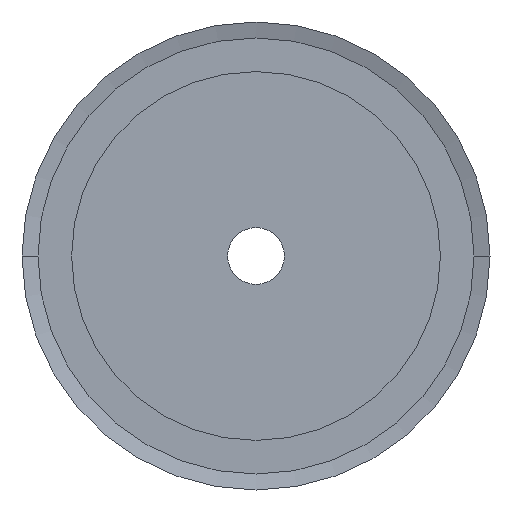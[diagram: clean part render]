
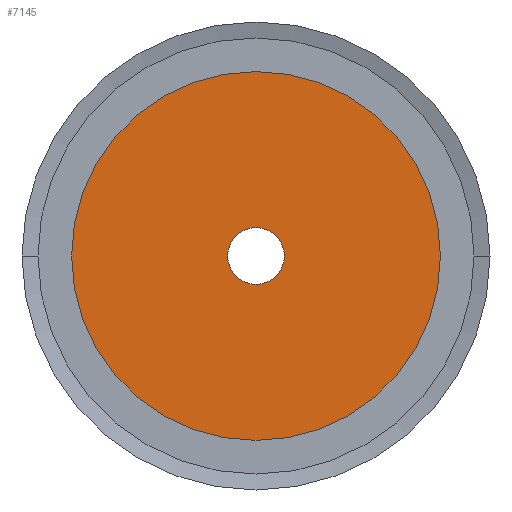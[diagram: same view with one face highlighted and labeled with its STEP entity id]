
A CAD part, left-side view. The second image highlights one B-rep face of the part: STEP entity #7145.
In plain terms, the highlighted planar face has unit normal (-1, 0, 0).
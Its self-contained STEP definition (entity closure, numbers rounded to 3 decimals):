
#7100=CARTESIAN_POINT('',(0.,0.,0.));
#7101=DIRECTION('',(1.,0.,0.));
#7102=DIRECTION('',(0.,0.,-1.));
#7103=AXIS2_PLACEMENT_3D('',#7100,#7101,#7102);
#7104=PLANE('',#7103);
#7105=CARTESIAN_POINT('',(0.,0.,26.));
#7106=VERTEX_POINT('',#7105);
#7107=CARTESIAN_POINT('',(0.,-0.,-26.));
#7108=VERTEX_POINT('',#7107);
#7109=CARTESIAN_POINT('',(0.,0.,0.));
#7110=DIRECTION('',(1.,0.,0.));
#7111=DIRECTION('',(0.,0.,-1.));
#7112=AXIS2_PLACEMENT_3D('',#7109,#7110,#7111);
#7113=CIRCLE('',#7112,26.);
#7114=EDGE_CURVE('',#7106,#7108,#7113,.T.);
#7115=ORIENTED_EDGE('',*,*,#7114,.F.);
#7116=CARTESIAN_POINT('',(0.,0.,0.));
#7117=DIRECTION('',(1.,0.,0.));
#7118=DIRECTION('',(0.,0.,-1.));
#7119=AXIS2_PLACEMENT_3D('',#7116,#7117,#7118);
#7120=CIRCLE('',#7119,26.);
#7121=EDGE_CURVE('',#7108,#7106,#7120,.T.);
#7122=ORIENTED_EDGE('',*,*,#7121,.F.);
#7123=EDGE_LOOP('',(#7115,#7122));
#7124=FACE_BOUND('',#7123,.T.);
#7125=CARTESIAN_POINT('',(0.,-0.,-4.));
#7126=VERTEX_POINT('',#7125);
#7127=CARTESIAN_POINT('',(0.,0.,4.));
#7128=VERTEX_POINT('',#7127);
#7129=CARTESIAN_POINT('',(0.,0.,0.));
#7130=DIRECTION('',(1.,0.,0.));
#7131=DIRECTION('',(0.,0.,-1.));
#7132=AXIS2_PLACEMENT_3D('',#7129,#7130,#7131);
#7133=CIRCLE('',#7132,4.);
#7134=EDGE_CURVE('',#7126,#7128,#7133,.T.);
#7135=ORIENTED_EDGE('',*,*,#7134,.T.);
#7136=CARTESIAN_POINT('',(0.,0.,0.));
#7137=DIRECTION('',(1.,0.,0.));
#7138=DIRECTION('',(0.,0.,-1.));
#7139=AXIS2_PLACEMENT_3D('',#7136,#7137,#7138);
#7140=CIRCLE('',#7139,4.);
#7141=EDGE_CURVE('',#7128,#7126,#7140,.T.);
#7142=ORIENTED_EDGE('',*,*,#7141,.T.);
#7143=EDGE_LOOP('',(#7135,#7142));
#7144=FACE_BOUND('',#7143,.T.);
#7145=ADVANCED_FACE('',(#7124,#7144),#7104,.F.);
